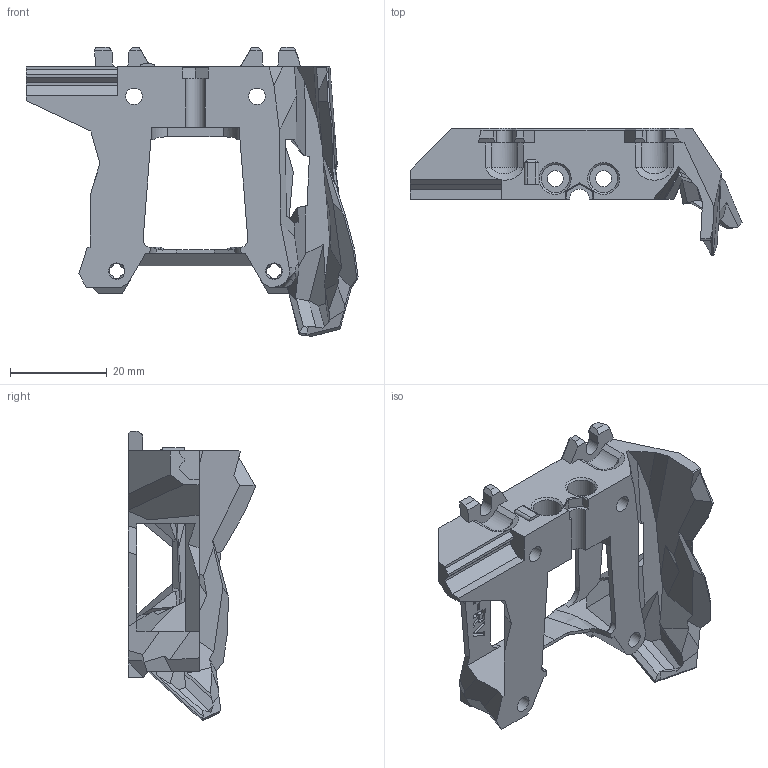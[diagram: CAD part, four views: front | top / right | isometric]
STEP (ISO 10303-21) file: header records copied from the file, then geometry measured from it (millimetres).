
FILE_DESCRIPTION(/* description */ ('','CAx-IF Rec.Pracs.---Representation and Presentation of Product Manufacturing Information (PMI)---4.0---2014-10-13'),/* implementation_level */ '2;1');
FILE_NAME(/* name */ 'E-RV_Back.step',/* time_stamp */ '2025-01-21T00:20:46+01:00',/* author */ (''),/* organization */ (''),/* preprocessor_version */ 'ST-DEVELOPER v20',/* originating_system */ 'Autodesk Translation Framework v13.20.0.188',/* authorisation */ '');
FILE_SCHEMA (('AP242_MANAGED_MODEL_BASED_3D_ENGINEERING_MIM_LF { 1 0 10303 442 1 1 4 }'));
Length unit declared in the file: millimetre
Products named in the file (1): E-RV_Back
Bounding box: 68.58 x 26.26 x 59.7 mm (x, y, z)
Volume: 15561.1 mm3; surface area: 10563.7 mm2
Topology: 1 solids, 1 shells, 536 faces, 1557 edges, 1002 vertices
Faces by surface type: plane 422, cylinder 67, bspline 29, cone 18
Full cylindrical faces by diameter (mm): 3.305 x2, 3.4 x6, 5.8 x2, 6 x2
Entity records: 18513 total; most frequent: CARTESIAN_POINT 4469, ORIENTED_EDGE 3110, DIRECTION 2631, EDGE_CURVE 1555, LINE 1273, VECTOR 1273, VERTEX_POINT 1002, AXIS2_PLACEMENT_3D 679
